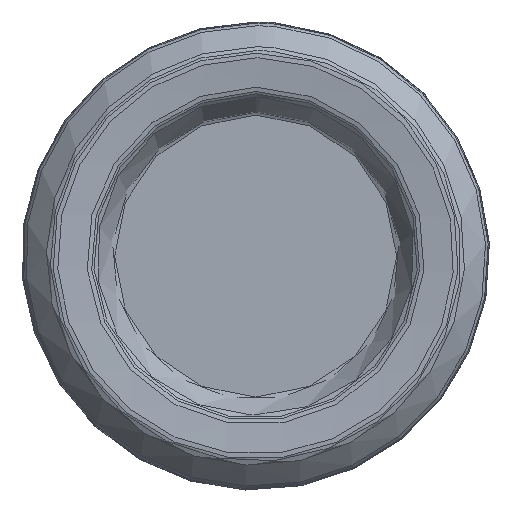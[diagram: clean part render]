
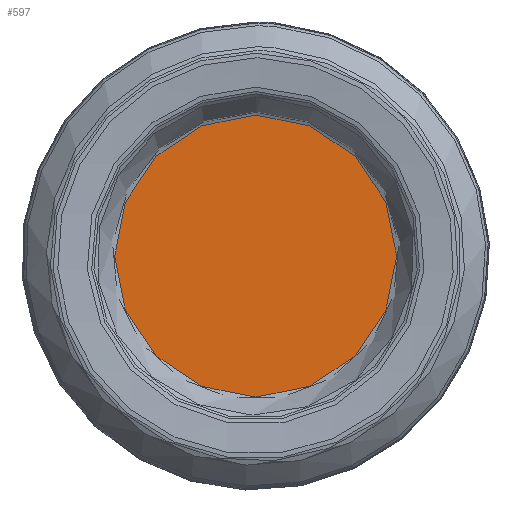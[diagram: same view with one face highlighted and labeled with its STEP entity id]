
A CAD part, left-side view. The second image highlights one B-rep face of the part: STEP entity #597.
In plain terms, the highlighted planar face has unit normal (-1, 0, 0).
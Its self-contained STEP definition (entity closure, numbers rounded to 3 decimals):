
#597=ADVANCED_FACE('',(#629),#627,.F.);
#627=PLANE('',#1098);
#629=FACE_OUTER_BOUND('',#689,.T.);
#689=EDGE_LOOP('',(#805));
#805=ORIENTED_EDGE('',*,*,#949,.T.);
#891=VERTEX_POINT('',#1564);
#949=EDGE_CURVE('',#891,#891,#1007,.T.);
#1007=CIRCLE('',#1096,27.806);
#1096=AXIS2_PLACEMENT_3D('',#1563,#1245,#1246);
#1098=AXIS2_PLACEMENT_3D('',#1566,#1249,#1250);
#1245=DIRECTION('',(-1.,0.,0.));
#1246=DIRECTION('',(0.,0.,1.));
#1249=DIRECTION('',(1.,0.,0.));
#1250=DIRECTION('',(0.,0.,-1.));
#1563=CARTESIAN_POINT('',(6.8,0.,0.));
#1564=CARTESIAN_POINT('',(6.8,0.,27.806));
#1566=CARTESIAN_POINT('',(6.8,13.,0.));
